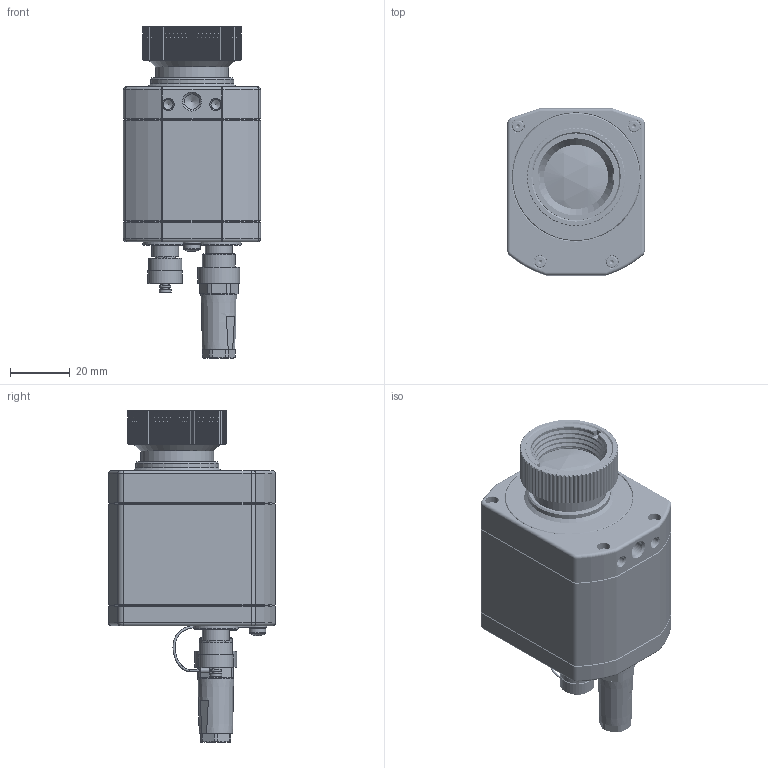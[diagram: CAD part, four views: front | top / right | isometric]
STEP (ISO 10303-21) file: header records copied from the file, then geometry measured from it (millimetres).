
FILE_DESCRIPTION (( 'STEP AP214' ), '1' );
FILE_NAME ('PI-450i2-F20.STEP', '2019-12-20T08:50:17', ( 'qwe' ), ( '' ), 'SwSTEP 2.0', 'SolidWorks 2019', '' );
FILE_SCHEMA (( 'AUTOMOTIVE_DESIGN' ));
Length unit declared in the file: millimetre
Products named in the file (26): 1P203-X Heckplatte-PI3-XXX; 1P465 Objektivtubus F20-382p17; 61301 Linsenschraube DIN 7985 VZ M3x5_Linsenschraube KS DIN 7985 VZ M3x5; 63122 O-Ring 22,5x1,5_O-Ring 22,5 x 1,5; 63169-f O-Ring NBR 53 x 1,5; 1P202-X Verbindungsrohr-PI3-XXX_1P102-1; 63026 O-Ring 26x1; 61220 Zylinderschraube ISK DIN 912-A2 M2x10_DIN 912 M3 x 5 --- 5S; 51084 Kabeldose 712_4-polig; 51093 Flanschstecker 712; 5-1polig; 1P464 Schraubring F20-382p17; 54250 Temperaturaufkleber; 1R090 Linse1-L20-384-GE-p17痠; 9P219-X Rückwand PI-3; 1P210-4 Objektivhaltering-PI3 M24; 9P464 Objektivgruppe F20-382p17; 63038 O-Ring 41 x 1_O-Ring 38 x 1,5; 1P201-X Frontplatte-PI3S-XXX; 1P466 Linsenring F20-382p17; 51095 Flanschstecker 712; 5-polig; 63023 O-Ring 23x1_O-Ring 23 x 1; 51099 Schutzkappe-712 FS_F〉 Pi 640; 1R091 Linse2-L20-384-GE-p17痠; 61103 Linsenschraube KS DIN 7985 A2 M1,6x4_ISO 7045 - M1.6 x 4 - Z --- 4S; PI-450i2-F20; 63169-ff O-Ring NBR 53 x 1,5
Assembly tree (34 placements, depth 3):
  PI-450i2-F20
    1P201-X Frontplatte-PI3S-XXX
    9P219-X Rückwand PI-3
      1P203-X Heckplatte-PI3-XXX
      51093 Flanschstecker 712; 5-1polig
      51095 Flanschstecker 712; 5-polig
      61301 Linsenschraube DIN 7985 VZ M3x5_Linsenschraube KS DIN 7985 VZ M3x5
      54250 Temperaturaufkleber
      51099 Schutzkappe-712 FS_F〉 Pi 640
      63169-f O-Ring NBR 53 x 1,5
    1P202-X Verbindungsrohr-PI3-XXX_1P102-1
    1P210-4 Objektivhaltering-PI3 M24
    61103 Linsenschraube KS DIN 7985 A2 M1,6x4_ISO 7045 - M1.6 x 4 - Z --- 4S  x3
    61220 Zylinderschraube ISK DIN 912-A2 M2x10_DIN 912 M3 x 5 --- 5S  x8
    63038 O-Ring 41 x 1_O-Ring 38 x 1,5
    63169-ff O-Ring NBR 53 x 1,5
    51084 Kabeldose 712_4-polig
    9P464 Objektivgruppe F20-382p17
      1P466 Linsenring F20-382p17
      1P465 Objektivtubus F20-382p17
      1P464 Schraubring F20-382p17
      63023 O-Ring 23x1_O-Ring 23 x 1
      63122 O-Ring 22,5x1,5_O-Ring 22,5 x 1,5
      1R090 Linse1-L20-384-GE-p17痠
      1R091 Linse2-L20-384-GE-p17痠
      63026 O-Ring 26x1
Bounding box: 46 x 56 x 111.36 mm (x, y, z)
Volume: 60601.5 mm3; surface area: 60113.3 mm2
Topology: 32 solids, 43 shells, 2726 faces, 6529 edges, 3949 vertices
Faces by surface type: cylinder 929, cone 896, plane 720, torus 100, bspline 75, sphere 6
Full cylindrical faces by diameter (mm): 0.7 x3, 0.9 x9, 1 x22, 1.25 x5, 1.5 x14, 1.6 x43, 1.7 x3, 2 x145, 2.2 x8, 2.5 x1, 3 x9, 3.2 x3, 3.3 x2, 3.4 x1, 3.8 x8, 4 x1, 4.4 x8, 5.105 x1, 5.5 x1, 5.6 x1, 6 x2, 6.6 x2, 7.9 x2, 8 x3, 8.5 x1, 9 x4, 10 x6, 11 x1, 11.2 x1, 11.6 x1
Entity records: 73871 total; most frequent: CARTESIAN_POINT 25099, DIRECTION 9811, ORIENTED_EDGE 9163, EDGE_CURVE 4586, AXIS2_PLACEMENT_3D 3980, VERTEX_POINT 3115, EDGE_LOOP 2690, FACE_OUTER_BOUND 2356
